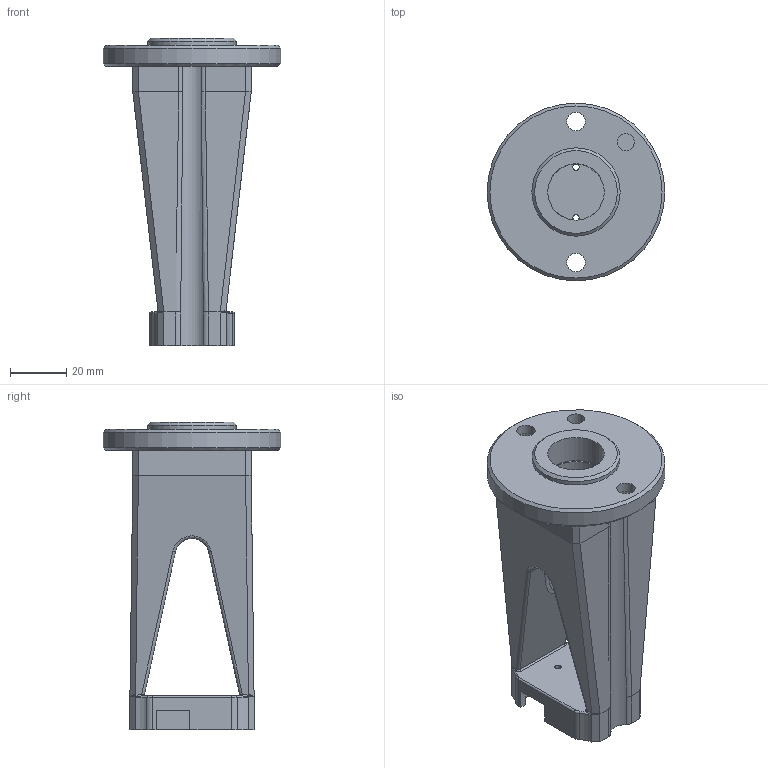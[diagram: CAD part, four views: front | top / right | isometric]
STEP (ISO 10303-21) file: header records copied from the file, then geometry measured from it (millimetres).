
FILE_DESCRIPTION(/* description */ (''),/* implementation_level */ '2;1');
FILE_NAME(/* name */ 'franka-gelsight-finger.step',/* time_stamp */ '2023-11-29T15:27:21+01:00',/* author */ (''),/* organization */ (''),/* preprocessor_version */ 'ST-DEVELOPER v20',/* originating_system */ 'Autodesk Translation Framework v12.14.0.127',/* authorisation */ '');
FILE_SCHEMA (('AUTOMOTIVE_DESIGN { 1 0 10303 214 3 1 1 }'));
Length unit declared in the file: millimetre
Products named in the file (2): gelsight-mini-franka-interface-adapter; franka-gelsight-finger
Assembly tree (1 placements, depth 2):
  gelsight-mini-franka-interface-adapter
    franka-gelsight-finger
Bounding box: 63 x 63 x 109 mm (x, y, z)
Volume: 104807.8 mm3; surface area: 27545.6 mm2
Topology: 1 solids, 1 shells, 149 faces, 402 edges, 255 vertices
Faces by surface type: plane 58, cylinder 42, bspline 37, torus 8, cone 4
Full cylindrical faces by diameter (mm): 2.25 x2, 6 x1, 6.5 x2, 11 x2, 20 x2, 31.3 x1, 63 x1
Entity records: 6124 total; most frequent: CARTESIAN_POINT 2491, ORIENTED_EDGE 804, DIRECTION 670, EDGE_CURVE 402, VERTEX_POINT 255, AXIS2_PLACEMENT_3D 246, LINE 178, VECTOR 178
